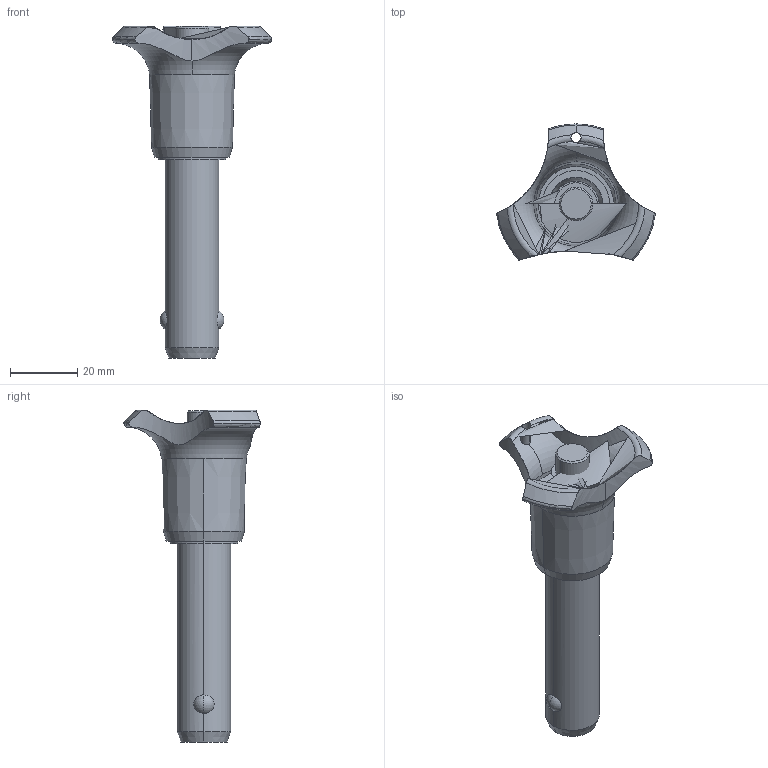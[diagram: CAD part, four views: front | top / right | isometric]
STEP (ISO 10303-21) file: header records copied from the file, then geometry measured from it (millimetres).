
FILE_DESCRIPTION(('STEP AP214'),'1');
FILE_NAME('HALDERN_EH_22380_0509.stp','2018-02-27T08:59:41',('TraceParts'),('TraceParts S.A.'),'Spatial InterOp 3D',' ',' ');
FILE_SCHEMA(('automotive_design'));
Length unit declared in the file: millimetre
Products named in the file (1): HALDERN_EH_22380_0509
Bounding box: 47.27 x 40.5 x 98.7 mm (x, y, z)
Volume: 3654.5 mm3; surface area: 9689.8 mm2
Topology: 1 solids, 1 shells, 51 faces, 136 edges, 87 vertices
Faces by surface type: cylinder 16, torus 14, cone 12, plane 5, sphere 4
Entity records: 2717 total; most frequent: CARTESIAN_POINT 1070, ORIENTED_EDGE 268, DIRECTION 249, EDGE_CURVE 134, AXIS2_PLACEMENT_3D 111, VERTEX_POINT 86, CIRCLE 59, EDGE_LOOP 54
